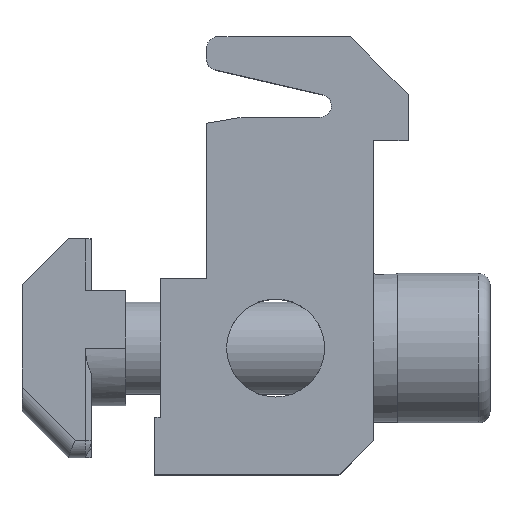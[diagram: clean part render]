
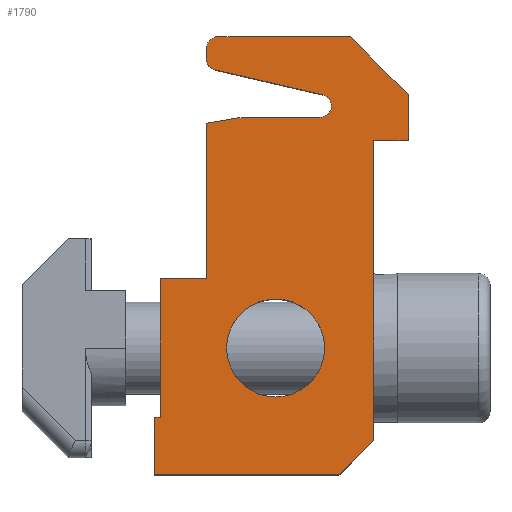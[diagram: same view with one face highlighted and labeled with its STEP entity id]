
A CAD part, top view. The second image highlights one B-rep face of the part: STEP entity #1790.
In plain terms, the highlighted planar face has unit normal (0, 0, 1).
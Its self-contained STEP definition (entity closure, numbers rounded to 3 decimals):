
#34=FACE_BOUND('',#253,.T.);
#56=PLANE('',#1936);
#144=FACE_OUTER_BOUND('',#252,.T.);
#252=EDGE_LOOP('',(#1323,#1324,#1325,#1326,#1327,#1328,#1329,#1330,#1331,
#1332,#1333,#1334,#1335,#1336,#1337,#1338,#1339,#1340,#1341));
#253=EDGE_LOOP('',(#1342));
#372=LINE('',#2653,#562);
#376=LINE('',#2665,#566);
#380=LINE('',#2677,#570);
#383=LINE('',#2683,#573);
#386=LINE('',#2689,#576);
#389=LINE('',#2695,#579);
#392=LINE('',#2701,#582);
#395=LINE('',#2707,#585);
#398=LINE('',#2713,#588);
#401=LINE('',#2719,#591);
#404=LINE('',#2725,#594);
#407=LINE('',#2731,#597);
#410=LINE('',#2737,#600);
#413=LINE('',#2743,#603);
#416=LINE('',#2749,#606);
#418=LINE('',#2752,#608);
#562=VECTOR('',#2118,1000.);
#566=VECTOR('',#2130,1000.);
#570=VECTOR('',#2142,1000.);
#573=VECTOR('',#2147,1000.);
#576=VECTOR('',#2152,1000.);
#579=VECTOR('',#2157,1000.);
#582=VECTOR('',#2162,1000.);
#585=VECTOR('',#2167,1000.);
#588=VECTOR('',#2172,1000.);
#591=VECTOR('',#2177,1000.);
#594=VECTOR('',#2182,1000.);
#597=VECTOR('',#2187,1000.);
#600=VECTOR('',#2192,1000.);
#603=VECTOR('',#2197,1000.);
#606=VECTOR('',#2202,1000.);
#608=VECTOR('',#2206,1000.);
#747=CIRCLE('',#1910,4.25);
#749=CIRCLE('',#1913,1.);
#751=CIRCLE('',#1917,1.);
#753=CIRCLE('',#1921,1.);
#797=VERTEX_POINT('',#2636);
#800=VERTEX_POINT('',#2643);
#801=VERTEX_POINT('',#2645);
#803=VERTEX_POINT('',#2651);
#805=VERTEX_POINT('',#2657);
#807=VERTEX_POINT('',#2663);
#809=VERTEX_POINT('',#2669);
#811=VERTEX_POINT('',#2675);
#813=VERTEX_POINT('',#2681);
#815=VERTEX_POINT('',#2687);
#817=VERTEX_POINT('',#2693);
#819=VERTEX_POINT('',#2699);
#821=VERTEX_POINT('',#2705);
#823=VERTEX_POINT('',#2711);
#825=VERTEX_POINT('',#2717);
#827=VERTEX_POINT('',#2723);
#829=VERTEX_POINT('',#2729);
#831=VERTEX_POINT('',#2735);
#833=VERTEX_POINT('',#2741);
#835=VERTEX_POINT('',#2747);
#969=EDGE_CURVE('',#797,#797,#747,.T.);
#972=EDGE_CURVE('',#801,#800,#749,.T.);
#976=EDGE_CURVE('',#800,#803,#372,.T.);
#979=EDGE_CURVE('',#803,#805,#751,.T.);
#982=EDGE_CURVE('',#805,#807,#376,.T.);
#985=EDGE_CURVE('',#807,#809,#753,.T.);
#988=EDGE_CURVE('',#809,#811,#380,.T.);
#991=EDGE_CURVE('',#811,#813,#383,.T.);
#994=EDGE_CURVE('',#813,#815,#386,.T.);
#997=EDGE_CURVE('',#815,#817,#389,.T.);
#1000=EDGE_CURVE('',#817,#819,#392,.T.);
#1003=EDGE_CURVE('',#819,#821,#395,.T.);
#1006=EDGE_CURVE('',#821,#823,#398,.T.);
#1009=EDGE_CURVE('',#823,#825,#401,.T.);
#1012=EDGE_CURVE('',#825,#827,#404,.T.);
#1015=EDGE_CURVE('',#827,#829,#407,.T.);
#1018=EDGE_CURVE('',#829,#831,#410,.T.);
#1021=EDGE_CURVE('',#831,#833,#413,.T.);
#1024=EDGE_CURVE('',#833,#835,#416,.T.);
#1026=EDGE_CURVE('',#835,#801,#418,.T.);
#1323=ORIENTED_EDGE('',*,*,#972,.T.);
#1324=ORIENTED_EDGE('',*,*,#976,.T.);
#1325=ORIENTED_EDGE('',*,*,#979,.T.);
#1326=ORIENTED_EDGE('',*,*,#982,.T.);
#1327=ORIENTED_EDGE('',*,*,#985,.T.);
#1328=ORIENTED_EDGE('',*,*,#988,.T.);
#1329=ORIENTED_EDGE('',*,*,#991,.T.);
#1330=ORIENTED_EDGE('',*,*,#994,.T.);
#1331=ORIENTED_EDGE('',*,*,#997,.T.);
#1332=ORIENTED_EDGE('',*,*,#1000,.T.);
#1333=ORIENTED_EDGE('',*,*,#1003,.T.);
#1334=ORIENTED_EDGE('',*,*,#1006,.T.);
#1335=ORIENTED_EDGE('',*,*,#1009,.T.);
#1336=ORIENTED_EDGE('',*,*,#1012,.T.);
#1337=ORIENTED_EDGE('',*,*,#1015,.T.);
#1338=ORIENTED_EDGE('',*,*,#1018,.T.);
#1339=ORIENTED_EDGE('',*,*,#1021,.T.);
#1340=ORIENTED_EDGE('',*,*,#1024,.T.);
#1341=ORIENTED_EDGE('',*,*,#1026,.T.);
#1342=ORIENTED_EDGE('',*,*,#969,.F.);
#1790=ADVANCED_FACE('',(#144,#34),#56,.T.);
#1910=AXIS2_PLACEMENT_3D('',#2638,#2104,#2105);
#1913=AXIS2_PLACEMENT_3D('',#2646,#2111,#2112);
#1917=AXIS2_PLACEMENT_3D('',#2659,#2124,#2125);
#1921=AXIS2_PLACEMENT_3D('',#2671,#2136,#2137);
#1936=AXIS2_PLACEMENT_3D('',#2753,#2207,#2208);
#2104=DIRECTION('center_axis',(0.,0.,1.));
#2105=DIRECTION('ref_axis',(1.,0.,0.));
#2111=DIRECTION('center_axis',(0.,0.,1.));
#2112=DIRECTION('ref_axis',(1.,0.,0.));
#2118=DIRECTION('',(0.,-1.,0.));
#2124=DIRECTION('center_axis',(0.,0.,1.));
#2125=DIRECTION('ref_axis',(1.,0.,0.));
#2130=DIRECTION('',(0.974,-0.225,0.));
#2136=DIRECTION('center_axis',(0.,0.,-1.));
#2137=DIRECTION('ref_axis',(1.,0.,0.));
#2142=DIRECTION('',(-1.,0.,0.));
#2147=DIRECTION('',(-0.986,-0.164,0.));
#2152=DIRECTION('',(0.,-1.,0.));
#2157=DIRECTION('',(-1.,0.,0.));
#2162=DIRECTION('',(0.,-1.,0.));
#2167=DIRECTION('',(-1.,0.,0.));
#2172=DIRECTION('',(0.,-1.,0.));
#2177=DIRECTION('',(1.,0.,0.));
#2182=DIRECTION('',(0.707,0.707,0.));
#2187=DIRECTION('',(0.,1.,0.));
#2192=DIRECTION('',(1.,0.,0.));
#2197=DIRECTION('',(0.,1.,0.));
#2202=DIRECTION('',(-0.707,0.707,0.));
#2206=DIRECTION('',(-1.,0.,0.));
#2207=DIRECTION('center_axis',(0.,0.,1.));
#2208=DIRECTION('ref_axis',(1.,0.,0.));
#2636=CARTESIAN_POINT('',(-3.419,-14.343,13.607));
#2638=CARTESIAN_POINT('Origin',(0.831,-14.343,13.607));
#2643=CARTESIAN_POINT('',(-5.169,11.657,13.607));
#2645=CARTESIAN_POINT('',(-4.169,12.657,13.607));
#2646=CARTESIAN_POINT('Origin',(-4.169,11.657,13.607));
#2651=CARTESIAN_POINT('',(-5.169,10.752,13.607));
#2653=CARTESIAN_POINT('',(-5.169,10.752,13.607));
#2657=CARTESIAN_POINT('',(-4.394,9.778,13.607));
#2659=CARTESIAN_POINT('Origin',(-4.169,10.752,13.607));
#2663=CARTESIAN_POINT('',(4.904,7.631,13.607));
#2665=CARTESIAN_POINT('',(4.904,7.631,13.607));
#2669=CARTESIAN_POINT('',(4.679,5.657,13.607));
#2671=CARTESIAN_POINT('Origin',(4.679,6.657,13.607));
#2675=CARTESIAN_POINT('',(-2.169,5.657,13.607));
#2677=CARTESIAN_POINT('',(-2.169,5.657,13.607));
#2681=CARTESIAN_POINT('',(-5.169,5.157,13.607));
#2683=CARTESIAN_POINT('',(-5.169,5.157,13.607));
#2687=CARTESIAN_POINT('',(-5.169,-8.343,13.607));
#2689=CARTESIAN_POINT('',(-5.169,-8.343,13.607));
#2693=CARTESIAN_POINT('',(-9.169,-8.343,13.607));
#2695=CARTESIAN_POINT('',(-9.169,-8.343,13.607));
#2699=CARTESIAN_POINT('',(-9.169,-20.343,13.607));
#2701=CARTESIAN_POINT('',(-9.169,-20.343,13.607));
#2705=CARTESIAN_POINT('',(-9.669,-20.343,13.607));
#2707=CARTESIAN_POINT('',(-9.669,-20.343,13.607));
#2711=CARTESIAN_POINT('',(-9.669,-25.343,13.607));
#2713=CARTESIAN_POINT('',(-9.669,-25.343,13.607));
#2717=CARTESIAN_POINT('',(6.331,-25.343,13.607));
#2719=CARTESIAN_POINT('',(6.331,-25.343,13.607));
#2723=CARTESIAN_POINT('',(9.331,-22.343,13.607));
#2725=CARTESIAN_POINT('',(9.331,-22.343,13.607));
#2729=CARTESIAN_POINT('',(9.331,3.657,13.607));
#2731=CARTESIAN_POINT('',(9.331,3.657,13.607));
#2735=CARTESIAN_POINT('',(12.331,3.657,13.607));
#2737=CARTESIAN_POINT('',(12.331,3.657,13.607));
#2741=CARTESIAN_POINT('',(12.331,7.657,13.607));
#2743=CARTESIAN_POINT('',(12.331,7.657,13.607));
#2747=CARTESIAN_POINT('',(7.331,12.657,13.607));
#2749=CARTESIAN_POINT('',(7.331,12.657,13.607));
#2752=CARTESIAN_POINT('',(-4.169,12.657,13.607));
#2753=CARTESIAN_POINT('Origin',(-4.169,11.657,13.607));
